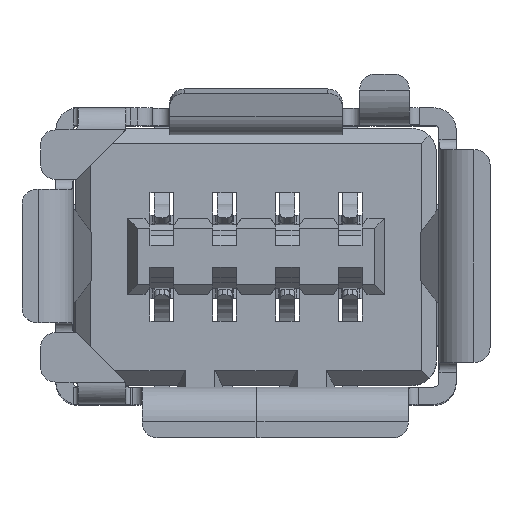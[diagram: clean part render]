
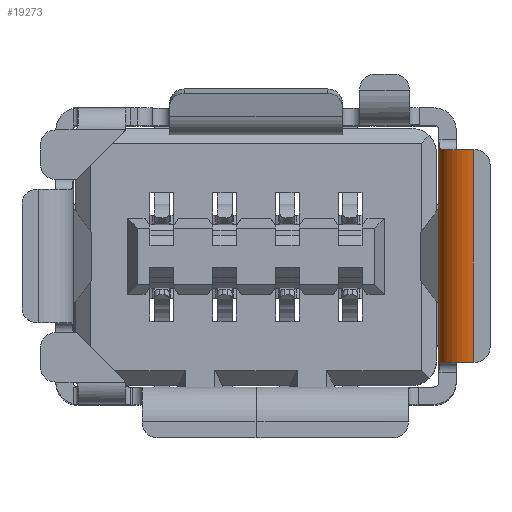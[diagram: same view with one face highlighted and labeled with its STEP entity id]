
A CAD part, top view. The second image highlights one B-rep face of the part: STEP entity #19273.
In plain terms, the highlighted cylindrical face has radius 0.7 mm (diameter 1.4 mm), a partial arc.
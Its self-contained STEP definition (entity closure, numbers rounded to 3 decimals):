
#777=CARTESIAN_POINT('',(3.75,-2.15,13.56));
#778=CARTESIAN_POINT('',(3.741,-2.15,13.539));
#779=CARTESIAN_POINT('',(3.727,-2.157,13.497));
#780=CARTESIAN_POINT('',(3.714,-2.185,13.441));
#781=CARTESIAN_POINT('',(3.706,-2.23,13.396));
#782=CARTESIAN_POINT('',(3.703,-2.287,13.367));
#783=CARTESIAN_POINT('',(3.703,-2.328,13.36));
#784=CARTESIAN_POINT('',(3.703,-2.35,13.36));
#786=DIRECTION('',(0.,1.,0.));
#787=VECTOR('',#786,0.2);
#788=CARTESIAN_POINT('',(3.703,-2.35,13.36));
#789=LINE('',#788,#787);
#790=DIRECTION('',(0.,1.,0.));
#791=VECTOR('',#790,4.3);
#792=CARTESIAN_POINT('',(3.7,-2.15,13.3));
#793=LINE('',#792,#791);
#794=DIRECTION('',(0.,1.,0.));
#795=VECTOR('',#794,0.2);
#796=CARTESIAN_POINT('',(3.703,2.15,13.36));
#797=LINE('',#796,#795);
#798=CARTESIAN_POINT('',(3.703,2.35,13.36));
#799=CARTESIAN_POINT('',(3.703,2.328,13.36));
#800=CARTESIAN_POINT('',(3.703,2.286,13.367));
#801=CARTESIAN_POINT('',(3.706,2.228,13.397));
#802=CARTESIAN_POINT('',(3.714,2.185,13.442));
#803=CARTESIAN_POINT('',(3.728,2.157,13.498));
#804=CARTESIAN_POINT('',(3.742,2.15,13.539));
#805=CARTESIAN_POINT('',(3.75,2.15,13.56));
#807=DIRECTION('',(0.,-1.,0.));
#808=VECTOR('',#807,4.3);
#809=CARTESIAN_POINT('',(4.4,2.15,14.));
#810=LINE('',#809,#808);
#811=CARTESIAN_POINT('',(4.4,-2.15,13.3));
#812=DIRECTION('',(0.,1.,0.));
#813=DIRECTION('',(-0.928,0.,0.371));
#814=AXIS2_PLACEMENT_3D('',#811,#812,#813);
#894=CARTESIAN_POINT('',(4.4,2.15,13.3));
#895=DIRECTION('',(0.,-1.,0.));
#896=DIRECTION('',(0.,0.,1.));
#897=AXIS2_PLACEMENT_3D('',#894,#895,#896);
#933=CARTESIAN_POINT('',(4.4,2.15,13.3));
#934=DIRECTION('',(0.,-1.,0.));
#935=DIRECTION('',(-0.996,0.,0.086));
#936=AXIS2_PLACEMENT_3D('',#933,#934,#935);
#1392=CARTESIAN_POINT('',(4.4,-2.15,13.3));
#1393=DIRECTION('',(0.,1.,0.));
#1394=DIRECTION('',(-1.,0.,0.));
#1395=AXIS2_PLACEMENT_3D('',#1392,#1393,#1394);
#14198=CARTESIAN_POINT('',(3.703,2.35,13.36));
#14200=VERTEX_POINT('',#14198);
#14202=CARTESIAN_POINT('',(3.703,2.15,13.36));
#14203=VERTEX_POINT('',#14202);
#14222=CARTESIAN_POINT('',(3.703,-2.35,13.36));
#14223=CARTESIAN_POINT('',(3.703,-2.15,13.36));
#14224=VERTEX_POINT('',#14222);
#14225=VERTEX_POINT('',#14223);
#14410=CARTESIAN_POINT('',(3.7,2.15,13.3));
#14411=VERTEX_POINT('',#14410);
#14412=CARTESIAN_POINT('',(3.7,-2.15,13.3));
#14413=VERTEX_POINT('',#14412);
#18273=VERTEX_POINT('',#777);
#18274=CARTESIAN_POINT('',(4.4,-2.15,14.));
#18275=VERTEX_POINT('',#18274);
#18276=VERTEX_POINT('',#805);
#18277=CARTESIAN_POINT('',(4.4,2.15,14.));
#18278=VERTEX_POINT('',#18277);
#19248=CARTESIAN_POINT('',(4.4,12.583,13.3));
#19249=DIRECTION('',(0.,-1.,0.));
#19250=DIRECTION('',(0.,0.,1.));
#19251=AXIS2_PLACEMENT_3D('',#19248,#19249,#19250);
#19252=CYLINDRICAL_SURFACE('',#19251,0.7);
#19254=ORIENTED_EDGE('',*,*,#19253,.F.);
#19256=ORIENTED_EDGE('',*,*,#19255,.T.);
#19257=ORIENTED_EDGE('',*,*,#19224,.T.);
#19259=ORIENTED_EDGE('',*,*,#19258,.F.);
#19260=ORIENTED_EDGE('',*,*,#18721,.T.);
#19262=ORIENTED_EDGE('',*,*,#19261,.F.);
#19264=ORIENTED_EDGE('',*,*,#19263,.T.);
#19266=ORIENTED_EDGE('',*,*,#19265,.T.);
#19268=ORIENTED_EDGE('',*,*,#19267,.F.);
#19270=ORIENTED_EDGE('',*,*,#19269,.T.);
#19271=EDGE_LOOP('',(#19254,#19256,#19257,#19259,#19260,#19262,#19264,#19266,
#19268,#19270));
#19272=FACE_OUTER_BOUND('',#19271,.F.);
#785=B_SPLINE_CURVE_WITH_KNOTS('',3,(#777,#778,#779,#780,#781,#782,#783,#784),
.UNSPECIFIED.,.F.,.F.,(4,1,1,1,1,4),(0.,0.2,0.4,0.6,0.8,1.),
.UNSPECIFIED.);
#806=B_SPLINE_CURVE_WITH_KNOTS('',3,(#798,#799,#800,#801,#802,#803,#804,#805),
.UNSPECIFIED.,.F.,.F.,(4,1,1,1,1,4),(0.,0.2,0.4,0.6,0.8,1.),
.UNSPECIFIED.);
#815=CIRCLE('',#814,0.7);
#898=CIRCLE('',#897,0.7);
#937=CIRCLE('',#936,0.7);
#1396=CIRCLE('',#1395,0.7);
#18721=EDGE_CURVE('',#14413,#14411,#793,.T.);
#19224=EDGE_CURVE('',#14224,#14225,#789,.T.);
#19253=EDGE_CURVE('',#18273,#18275,#815,.T.);
#19255=EDGE_CURVE('',#18273,#14224,#785,.T.);
#19258=EDGE_CURVE('',#14413,#14225,#1396,.T.);
#19261=EDGE_CURVE('',#14203,#14411,#937,.T.);
#19263=EDGE_CURVE('',#14203,#14200,#797,.T.);
#19265=EDGE_CURVE('',#14200,#18276,#806,.T.);
#19267=EDGE_CURVE('',#18278,#18276,#898,.T.);
#19269=EDGE_CURVE('',#18278,#18275,#810,.T.);
#19273=ADVANCED_FACE('',(#19272),#19252,.T.);
